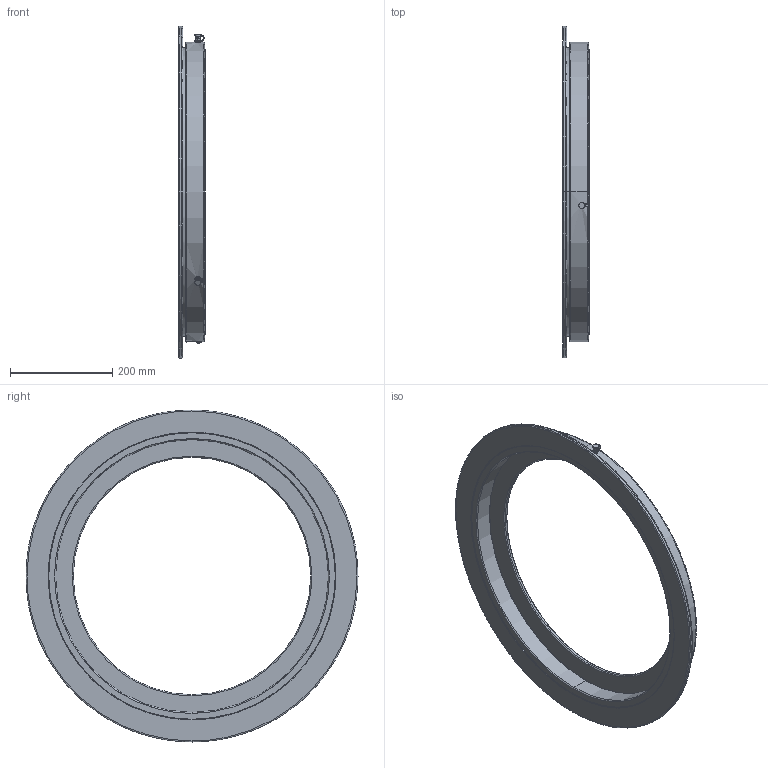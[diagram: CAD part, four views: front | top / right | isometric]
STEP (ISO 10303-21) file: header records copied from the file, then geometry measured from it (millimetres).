
FILE_DESCRIPTION (( 'STEP AP214' ), '1' );
FILE_NAME ('0013780_650-N.step', '2017-11-02T15:06:19', ( '' ), ( '' ), 'SwSTEP 2.0', 'SolidWorks 2016', '' );
FILE_SCHEMA (( 'AUTOMOTIVE_DESIGN' ));
Length unit declared in the file: millimetre
Products named in the file (1): 0013780_650-N
Bounding box: 52.2 x 650 x 650 mm (x, y, z)
Volume: 2665084.3 mm3; surface area: 696947.6 mm2
Topology: 11 solids, 11 shells, 338 faces, 863 edges, 554 vertices
Faces by surface type: cylinder 109, plane 81, cone 78, bspline 60, torus 10
Entity records: 16772 total; most frequent: CARTESIAN_POINT 9114, ORIENTED_EDGE 1706, DIRECTION 1383, EDGE_CURVE 853, AXIS2_PLACEMENT_3D 583, VERTEX_POINT 554, EDGE_LOOP 387, ADVANCED_FACE 338
